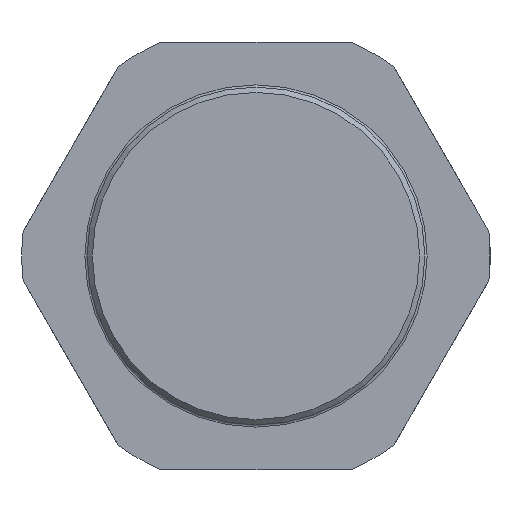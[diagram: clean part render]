
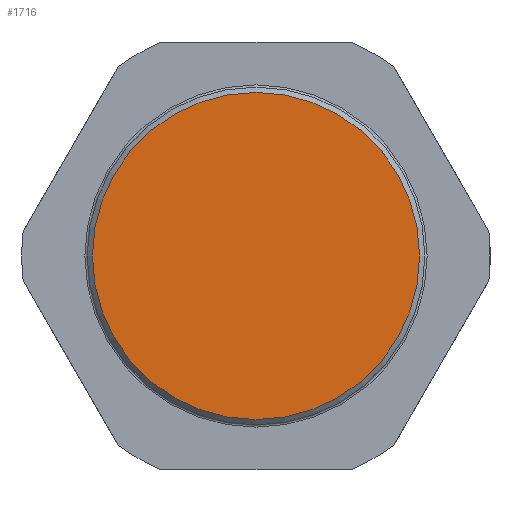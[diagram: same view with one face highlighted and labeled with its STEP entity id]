
A CAD part, left-side view. The second image highlights one B-rep face of the part: STEP entity #1716.
In plain terms, the highlighted planar face has unit normal (-1, 0, 0).
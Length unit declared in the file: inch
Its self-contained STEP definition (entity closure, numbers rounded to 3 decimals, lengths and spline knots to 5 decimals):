
#382=FACE_OUTER_BOUND('',#475,.T.);
#475=EDGE_LOOP('',(#1315,#1316));
#595=CIRCLE('',#1888,1.43031);
#596=CIRCLE('',#1889,1.43031);
#754=VERTEX_POINT('',#3207);
#755=VERTEX_POINT('',#3208);
#964=EDGE_CURVE('',#754,#755,#595,.T.);
#965=EDGE_CURVE('',#755,#754,#596,.T.);
#1315=ORIENTED_EDGE('',*,*,#964,.F.);
#1316=ORIENTED_EDGE('',*,*,#965,.F.);
#1663=PLANE('',#1887);
#1716=ADVANCED_FACE('',(#382),#1663,.T.);
#1887=AXIS2_PLACEMENT_3D('',#3206,#2237,#2238);
#1888=AXIS2_PLACEMENT_3D('',#3209,#2239,#2240);
#1889=AXIS2_PLACEMENT_3D('',#3210,#2241,#2242);
#2237=DIRECTION('center_axis',(-1.,0.,0.));
#2238=DIRECTION('ref_axis',(0.,0.,
-1.));
#2239=DIRECTION('center_axis',(1.,0.,0.));
#2240=DIRECTION('ref_axis',(0.,0.,1.));
#2241=DIRECTION('center_axis',(1.,0.,0.));
#2242=DIRECTION('ref_axis',(0.,0.,1.));
#3206=CARTESIAN_POINT('Origin',(-2.03346,-1.43031,0.));
#3207=CARTESIAN_POINT('',(-2.03346,-1.43031,0.));
#3208=CARTESIAN_POINT('',(-2.03346,1.43031,0.));
#3209=CARTESIAN_POINT('Origin',(-2.03346,0.,
0.));
#3210=CARTESIAN_POINT('Origin',(-2.03346,0.,
0.));
